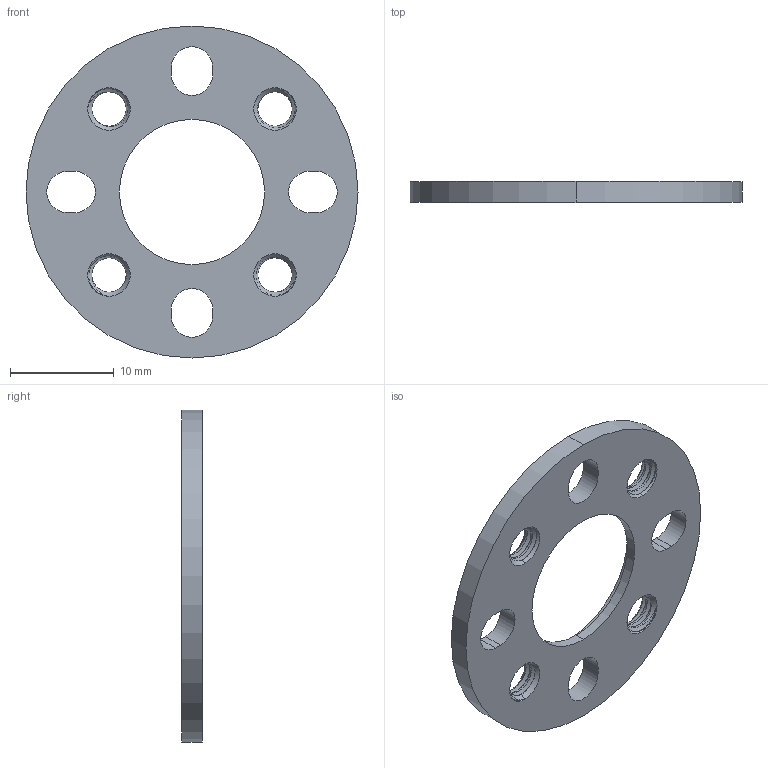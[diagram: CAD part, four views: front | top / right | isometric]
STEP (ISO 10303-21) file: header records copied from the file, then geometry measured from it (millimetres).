
FILE_DESCRIPTION (( 'STEP AP203' ), '1' );
FILE_NAME ('1504-0032-0020.STEP', '2023-09-20T21:49:22', ( '' ), ( '' ), 'SwSTEP 2.0', 'SolidWorks 2016', '' );
FILE_SCHEMA (( 'CONFIG_CONTROL_DESIGN' ));
Length unit declared in the file: millimetre
Products named in the file (1): 1504-0032-0020
Bounding box: 32 x 2 x 32 mm (x, y, z)
Volume: 1045.8 mm3; surface area: 1623.1 mm2
Topology: 1 solids, 1 shells, 97 faces, 278 edges, 184 vertices
Faces by surface type: cylinder 60, cone 18, plane 11, bspline 8
Entity records: 12589 total; most frequent: CARTESIAN_POINT 10210, ORIENTED_EDGE 556, DIRECTION 414, EDGE_CURVE 278, VERTEX_POINT 184, AXIS2_PLACEMENT_3D 160, EDGE_LOOP 116, FACE_OUTER_BOUND 97
